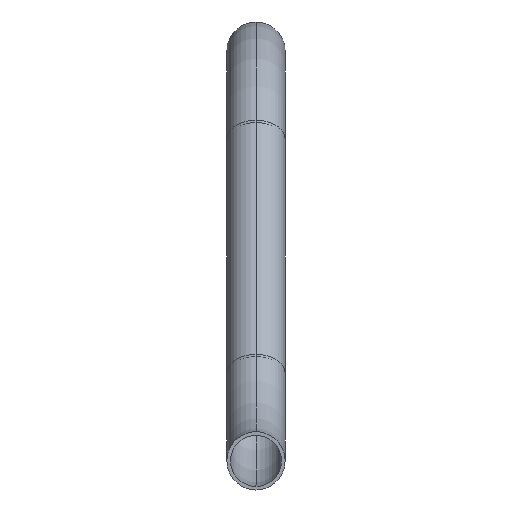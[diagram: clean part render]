
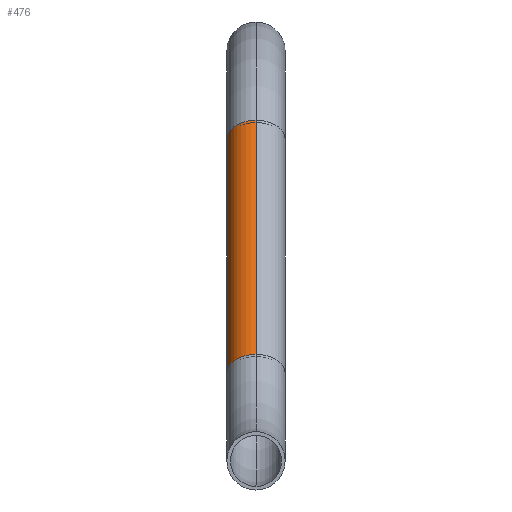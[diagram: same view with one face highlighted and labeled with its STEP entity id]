
A CAD part, left-side view. The second image highlights one B-rep face of the part: STEP entity #476.
In plain terms, the highlighted cylindrical face has radius 44.45 mm (diameter 88.9 mm), a partial arc.
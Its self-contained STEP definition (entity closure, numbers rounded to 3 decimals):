
#8 = CARTESIAN_POINT ( 'NONE',  ( 1207.688, 0., 462.473 ) ) ;
#29 = VERTEX_POINT ( 'NONE', #8 ) ;
#44 = VERTEX_POINT ( 'NONE', #611 ) ;
#103 = CARTESIAN_POINT ( 'NONE',  ( 1173.637, 0., 491.045 ) ) ;
#123 = EDGE_CURVE ( 'NONE', #44, #650, #332, .T. ) ;
#126 = DIRECTION ( 'NONE',  ( 0.643, 0., 0.766 ) ) ;
#158 = FACE_OUTER_BOUND ( 'NONE', #578, .T. ) ;
#167 = EDGE_CURVE ( 'NONE', #29, #326, #209, .T. ) ;
#181 = CARTESIAN_POINT ( 'NONE',  ( 1139.586, 0., 519.617 ) ) ;
#209 = CIRCLE ( 'NONE', #584, 44.45 ) ;
#230 = CARTESIAN_POINT ( 'NONE',  ( 839.952, 0., 162.527 ) ) ;
#237 = ORIENTED_EDGE ( 'NONE', *, *, #167, .F. ) ;
#302 = CARTESIAN_POINT ( 'NONE',  ( 1139.586, 0., 519.617 ) ) ;
#316 = DIRECTION ( 'NONE',  ( -0.643, 0., -0.766 ) ) ;
#323 = DIRECTION ( 'NONE',  ( 0.766, 0., -0.643 ) ) ;
#326 = VERTEX_POINT ( 'NONE', #181 ) ;
#332 = CIRCLE ( 'NONE', #492, 44.45 ) ;
#353 = ORIENTED_EDGE ( 'NONE', *, *, #572, .T. ) ;
#402 = DIRECTION ( 'NONE',  ( -0.766, 0., 0.643 ) ) ;
#406 = CARTESIAN_POINT ( 'NONE',  ( 874.002, 0., 133.955 ) ) ;
#413 = DIRECTION ( 'NONE',  ( 0.643, 0., 0.766 ) ) ;
#425 = AXIS2_PLACEMENT_3D ( 'NONE', #103, #316, #402 ) ;
#431 = EDGE_CURVE ( 'NONE', #326, #650, #647, .T. ) ;
#462 = ORIENTED_EDGE ( 'NONE', *, *, #431, .F. ) ;
#470 = CARTESIAN_POINT ( 'NONE',  ( 1173.637, 0., 491.045 ) ) ;
#476 = ADVANCED_FACE ( 'NONE', ( #158 ), #562, .T. ) ;
#478 = DIRECTION ( 'NONE',  ( 0.766, 0., -0.643 ) ) ;
#479 = ORIENTED_EDGE ( 'NONE', *, *, #123, .T. ) ;
#492 = AXIS2_PLACEMENT_3D ( 'NONE', #406, #413, #323 ) ;
#494 = DIRECTION ( 'NONE',  ( -0.643, 0., -0.766 ) ) ;
#531 = LINE ( 'NONE', #585, #606 ) ;
#562 = CYLINDRICAL_SURFACE ( 'NONE', #425, 44.45 ) ;
#572 = EDGE_CURVE ( 'NONE', #29, #44, #531, .T. ) ;
#578 = EDGE_LOOP ( 'NONE', ( #237, #353, #479, #462 ) ) ;
#584 = AXIS2_PLACEMENT_3D ( 'NONE', #470, #126, #478 ) ;
#585 = CARTESIAN_POINT ( 'NONE',  ( 1207.688, 0., 462.473 ) ) ;
#606 = VECTOR ( 'NONE', #637, 1000. ) ;
#609 = VECTOR ( 'NONE', #494, 1000. ) ;
#611 = CARTESIAN_POINT ( 'NONE',  ( 908.053, 0., 105.383 ) ) ;
#637 = DIRECTION ( 'NONE',  ( -0.643, 0., -0.766 ) ) ;
#647 = LINE ( 'NONE', #302, #609 ) ;
#650 = VERTEX_POINT ( 'NONE', #230 ) ;
